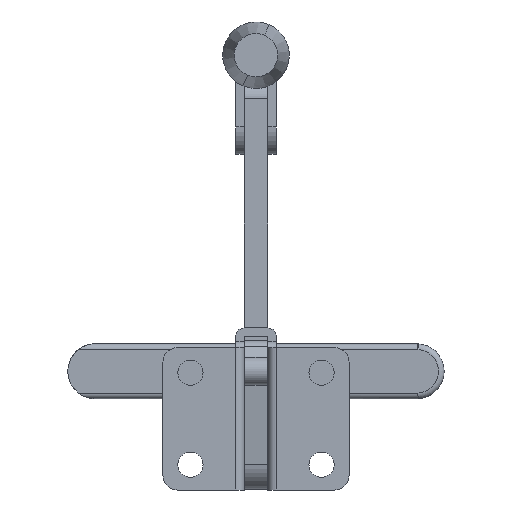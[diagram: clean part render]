
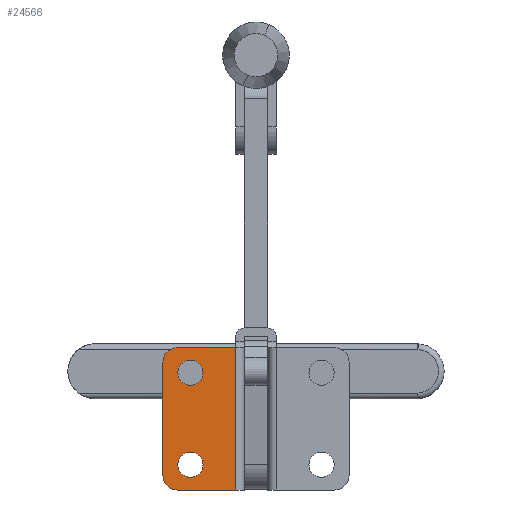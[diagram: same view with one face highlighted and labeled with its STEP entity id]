
A CAD part, front view. The second image highlights one B-rep face of the part: STEP entity #24566.
In plain terms, the highlighted planar face has unit normal (0, -1, 0).
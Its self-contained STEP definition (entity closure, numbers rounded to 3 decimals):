
#54 = LINE ( 'NONE', #18448, #29738 ) ;
#80 = EDGE_CURVE ( 'NONE', #24285, #33523, #5643, .T. ) ;
#436 = CARTESIAN_POINT ( 'NONE',  ( -22.65, 0., 8.7 ) ) ;
#1407 = CARTESIAN_POINT ( 'NONE',  ( -32.15, 0., 56. ) ) ;
#1485 = CARTESIAN_POINT ( 'NONE',  ( -7., 0., 0. ) ) ;
#1513 = VERTEX_POINT ( 'NONE', #14173 ) ;
#1870 = EDGE_CURVE ( 'NONE', #16161, #26202, #30852, .T. ) ;
#1895 = CARTESIAN_POINT ( 'NONE',  ( -4., 0., 0. ) ) ;
#2038 = ORIENTED_EDGE ( 'NONE', *, *, #27060, .F. ) ;
#2451 = ORIENTED_EDGE ( 'NONE', *, *, #80, .F. ) ;
#3035 = EDGE_LOOP ( 'NONE', ( #2451, #11388 ) ) ;
#4085 = PLANE ( 'NONE',  #23214 ) ;
#4295 = ORIENTED_EDGE ( 'NONE', *, *, #4690, .T. ) ;
#4690 = EDGE_CURVE ( 'NONE', #26202, #19036, #9828, .T. ) ;
#5535 = CARTESIAN_POINT ( 'NONE',  ( -27.15, 0., 44.2 ) ) ;
#5643 = CIRCLE ( 'NONE', #24670, 4.35 ) ;
#5918 = CIRCLE ( 'NONE', #6891, 4.35 ) ;
#6891 = AXIS2_PLACEMENT_3D ( 'NONE', #8534, #28025, #11328 ) ;
#6899 = DIRECTION ( 'NONE',  ( -1., 0., 0. ) ) ;
#8188 = CARTESIAN_POINT ( 'NONE',  ( -32.15, 0., 5. ) ) ;
#8349 = DIRECTION ( 'NONE',  ( -1., 0., 0. ) ) ;
#8534 = CARTESIAN_POINT ( 'NONE',  ( -22.65, 0., 40.5 ) ) ;
#9355 = CARTESIAN_POINT ( 'NONE',  ( -32.15, 0., 44.2 ) ) ;
#9828 = CIRCLE ( 'NONE', #18673, 5. ) ;
#9937 = CARTESIAN_POINT ( 'NONE',  ( -22.65, 0., 36.15 ) ) ;
#10389 = VECTOR ( 'NONE', #12637, 1000. ) ;
#10466 = LINE ( 'NONE', #1895, #24443 ) ;
#10829 = CARTESIAN_POINT ( 'NONE',  ( -27.15, 0., 49.2 ) ) ;
#11328 = DIRECTION ( 'NONE',  ( 0., 0., -1. ) ) ;
#11388 = ORIENTED_EDGE ( 'NONE', *, *, #23372, .F. ) ;
#11581 = EDGE_CURVE ( 'NONE', #19710, #1513, #5918, .T. ) ;
#12066 = AXIS2_PLACEMENT_3D ( 'NONE', #16135, #35672, #18951 ) ;
#12637 = DIRECTION ( 'NONE',  ( 0., 0., -1. ) ) ;
#13204 = FACE_BOUND ( 'NONE', #17246, .T. ) ;
#14173 = CARTESIAN_POINT ( 'NONE',  ( -22.65, 0., 44.85 ) ) ;
#14282 = EDGE_CURVE ( 'NONE', #25967, #17173, #54, .T. ) ;
#14332 = EDGE_LOOP ( 'NONE', ( #27735, #15817, #15636, #4295, #17552, #30989 ) ) ;
#14871 = ORIENTED_EDGE ( 'NONE', *, *, #11581, .F. ) ;
#15636 = ORIENTED_EDGE ( 'NONE', *, *, #1870, .T. ) ;
#15817 = ORIENTED_EDGE ( 'NONE', *, *, #31268, .T. ) ;
#16135 = CARTESIAN_POINT ( 'NONE',  ( -22.65, 0., 40.5 ) ) ;
#16161 = VERTEX_POINT ( 'NONE', #9355 ) ;
#16517 = DIRECTION ( 'NONE',  ( 0., -1., 0. ) ) ;
#16610 = DIRECTION ( 'NONE',  ( 0., -1., 0. ) ) ;
#17173 = VERTEX_POINT ( 'NONE', #33901 ) ;
#17246 = EDGE_LOOP ( 'NONE', ( #14871, #2038 ) ) ;
#17552 = ORIENTED_EDGE ( 'NONE', *, *, #34976, .T. ) ;
#17609 = CIRCLE ( 'NONE', #32739, 4.35 ) ;
#18448 = CARTESIAN_POINT ( 'NONE',  ( -7., 0., 56. ) ) ;
#18554 = VECTOR ( 'NONE', #32872, 1000. ) ;
#18673 = AXIS2_PLACEMENT_3D ( 'NONE', #33245, #16517, #36047 ) ;
#18951 = DIRECTION ( 'NONE',  ( 0., 0., -1. ) ) ;
#18976 = CARTESIAN_POINT ( 'NONE',  ( -32.15, 0., 49.2 ) ) ;
#19036 = VERTEX_POINT ( 'NONE', #23680 ) ;
#19584 = AXIS2_PLACEMENT_3D ( 'NONE', #5535, #25066, #8349 ) ;
#19710 = VERTEX_POINT ( 'NONE', #9937 ) ;
#20025 = CARTESIAN_POINT ( 'NONE',  ( -22.65, 0., 13.05 ) ) ;
#21695 = EDGE_CURVE ( 'NONE', #28470, #17173, #33390, .T. ) ;
#23214 = AXIS2_PLACEMENT_3D ( 'NONE', #34694, #23598, #6899 ) ;
#23372 = EDGE_CURVE ( 'NONE', #33523, #24285, #17609, .T. ) ;
#23598 = DIRECTION ( 'NONE',  ( 0., 1., 0. ) ) ;
#23680 = CARTESIAN_POINT ( 'NONE',  ( -27.15, 0., 0. ) ) ;
#24285 = VERTEX_POINT ( 'NONE', #36056 ) ;
#24443 = VECTOR ( 'NONE', #27152, 1000. ) ;
#24468 = CIRCLE ( 'NONE', #12066, 4.35 ) ;
#24566 = ADVANCED_FACE ( 'NONE', ( #27182, #13204, #28044 ), #4085, .F. ) ;
#24670 = AXIS2_PLACEMENT_3D ( 'NONE', #436, #25711, #28493 ) ;
#25066 = DIRECTION ( 'NONE',  ( 0., -1., 0. ) ) ;
#25711 = DIRECTION ( 'NONE',  ( 0., -1., 0. ) ) ;
#25967 = VERTEX_POINT ( 'NONE', #1485 ) ;
#26202 = VERTEX_POINT ( 'NONE', #8188 ) ;
#27060 = EDGE_CURVE ( 'NONE', #1513, #19710, #24468, .T. ) ;
#27152 = DIRECTION ( 'NONE',  ( 1., 0., 0. ) ) ;
#27182 = FACE_BOUND ( 'NONE', #3035, .T. ) ;
#27735 = ORIENTED_EDGE ( 'NONE', *, *, #21695, .F. ) ;
#28025 = DIRECTION ( 'NONE',  ( 0., -1., 0. ) ) ;
#28044 = FACE_OUTER_BOUND ( 'NONE', #14332, .T. ) ;
#28470 = VERTEX_POINT ( 'NONE', #10829 ) ;
#28493 = DIRECTION ( 'NONE',  ( 0., 0., -1. ) ) ;
#28884 = CIRCLE ( 'NONE', #19584, 5. ) ;
#29738 = VECTOR ( 'NONE', #34433, 1000. ) ;
#30852 = LINE ( 'NONE', #1407, #10389 ) ;
#30989 = ORIENTED_EDGE ( 'NONE', *, *, #14282, .T. ) ;
#31268 = EDGE_CURVE ( 'NONE', #28470, #16161, #28884, .T. ) ;
#32739 = AXIS2_PLACEMENT_3D ( 'NONE', #33337, #16610, #36133 ) ;
#32872 = DIRECTION ( 'NONE',  ( 1., 0., 0. ) ) ;
#33245 = CARTESIAN_POINT ( 'NONE',  ( -27.15, 0., 5. ) ) ;
#33337 = CARTESIAN_POINT ( 'NONE',  ( -22.65, 0., 8.7 ) ) ;
#33390 = LINE ( 'NONE', #18976, #18554 ) ;
#33523 = VERTEX_POINT ( 'NONE', #20025 ) ;
#33901 = CARTESIAN_POINT ( 'NONE',  ( -7., 0., 49.2 ) ) ;
#34433 = DIRECTION ( 'NONE',  ( 0., 0., 1. ) ) ;
#34694 = CARTESIAN_POINT ( 'NONE',  ( -4., 0., 56. ) ) ;
#34976 = EDGE_CURVE ( 'NONE', #19036, #25967, #10466, .T. ) ;
#35672 = DIRECTION ( 'NONE',  ( 0., -1., 0. ) ) ;
#36047 = DIRECTION ( 'NONE',  ( -1., 0., 0. ) ) ;
#36056 = CARTESIAN_POINT ( 'NONE',  ( -22.65, 0., 4.35 ) ) ;
#36133 = DIRECTION ( 'NONE',  ( 0., 0., -1. ) ) ;
